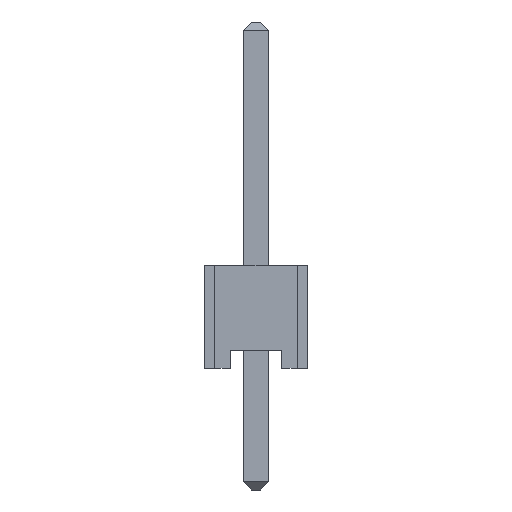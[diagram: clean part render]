
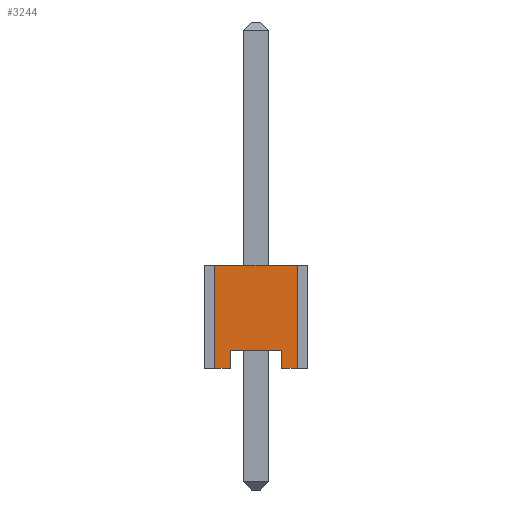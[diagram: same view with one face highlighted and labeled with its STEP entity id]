
A CAD part, front view. The second image highlights one B-rep face of the part: STEP entity #3244.
In plain terms, the highlighted planar face has unit normal (0, -1, 0).
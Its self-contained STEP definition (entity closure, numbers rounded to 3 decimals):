
#55 = PLANE('',#56);
#56 = AXIS2_PLACEMENT_3D('',#57,#58,#59);
#57 = CARTESIAN_POINT('',(-1.27,1.524,1.27));
#58 = DIRECTION('',(0.,0.,1.));
#59 = DIRECTION('',(1.,0.,0.));
#111 = PLANE('',#112);
#112 = AXIS2_PLACEMENT_3D('',#113,#114,#115);
#113 = CARTESIAN_POINT('',(-1.27,1.524,-1.27));
#114 = DIRECTION('',(0.,0.,1.));
#115 = DIRECTION('',(1.,0.,0.));
#414 = VERTEX_POINT('',#415);
#415 = CARTESIAN_POINT('',(-1.016,-1.27,1.27));
#429 = PLANE('',#430);
#430 = AXIS2_PLACEMENT_3D('',#431,#432,#433);
#431 = CARTESIAN_POINT('',(-1.016,-1.27,-1.27));
#432 = DIRECTION('',(1.,0.,0.));
#433 = DIRECTION('',(0.,0.,1.));
#441 = EDGE_CURVE('',#414,#442,#444,.T.);
#442 = VERTEX_POINT('',#443);
#443 = CARTESIAN_POINT('',(1.016,-1.27,1.27));
#444 = SURFACE_CURVE('',#445,(#449,#456),.PCURVE_S1.);
#445 = LINE('',#446,#447);
#446 = CARTESIAN_POINT('',(-1.27,-1.27,1.27));
#447 = VECTOR('',#448,1.);
#448 = DIRECTION('',(1.,0.,0.));
#449 = PCURVE('',#55,#450);
#450 = DEFINITIONAL_REPRESENTATION('',(#451),#455);
#451 = LINE('',#452,#453);
#452 = CARTESIAN_POINT('',(0.,-2.794));
#453 = VECTOR('',#454,1.);
#454 = DIRECTION('',(1.,0.));
#455 = ( GEOMETRIC_REPRESENTATION_CONTEXT(2) 
PARAMETRIC_REPRESENTATION_CONTEXT() REPRESENTATION_CONTEXT('2D SPACE',''
  ) );
#456 = PCURVE('',#457,#462);
#457 = PLANE('',#458);
#458 = AXIS2_PLACEMENT_3D('',#459,#460,#461);
#459 = CARTESIAN_POINT('',(-1.27,-1.27,-1.27));
#460 = DIRECTION('',(0.,1.,0.));
#461 = DIRECTION('',(0.,0.,1.));
#462 = DEFINITIONAL_REPRESENTATION('',(#463),#467);
#463 = LINE('',#464,#465);
#464 = CARTESIAN_POINT('',(2.54,0.));
#465 = VECTOR('',#466,1.);
#466 = DIRECTION('',(0.,1.));
#467 = ( GEOMETRIC_REPRESENTATION_CONTEXT(2) 
PARAMETRIC_REPRESENTATION_CONTEXT() REPRESENTATION_CONTEXT('2D SPACE',''
  ) );
#485 = PLANE('',#486);
#486 = AXIS2_PLACEMENT_3D('',#487,#488,#489);
#487 = CARTESIAN_POINT('',(1.016,-1.27,1.27));
#488 = DIRECTION('',(-1.,0.,0.));
#489 = DIRECTION('',(0.,0.,-1.));
#3200 = VERTEX_POINT('',#3201);
#3201 = CARTESIAN_POINT('',(-1.016,-1.27,-1.27));
#3224 = EDGE_CURVE('',#3200,#414,#3225,.T.);
#3225 = SURFACE_CURVE('',#3226,(#3230,#3237),.PCURVE_S1.);
#3226 = LINE('',#3227,#3228);
#3227 = CARTESIAN_POINT('',(-1.016,-1.27,-1.27));
#3228 = VECTOR('',#3229,1.);
#3229 = DIRECTION('',(0.,0.,1.));
#3230 = PCURVE('',#429,#3231);
#3231 = DEFINITIONAL_REPRESENTATION('',(#3232),#3236);
#3232 = LINE('',#3233,#3234);
#3233 = CARTESIAN_POINT('',(0.,0.));
#3234 = VECTOR('',#3235,1.);
#3235 = DIRECTION('',(1.,0.));
#3236 = ( GEOMETRIC_REPRESENTATION_CONTEXT(2) 
PARAMETRIC_REPRESENTATION_CONTEXT() REPRESENTATION_CONTEXT('2D SPACE',''
  ) );
#3237 = PCURVE('',#457,#3238);
#3238 = DEFINITIONAL_REPRESENTATION('',(#3239),#3243);
#3239 = LINE('',#3240,#3241);
#3240 = CARTESIAN_POINT('',(0.,0.254));
#3241 = VECTOR('',#3242,1.);
#3242 = DIRECTION('',(1.,0.));
#3243 = ( GEOMETRIC_REPRESENTATION_CONTEXT(2) 
PARAMETRIC_REPRESENTATION_CONTEXT() REPRESENTATION_CONTEXT('2D SPACE',''
  ) );
#3244 = ADVANCED_FACE('',(#3245),#457,.F.);
#3245 = FACE_BOUND('',#3246,.F.);
#3246 = EDGE_LOOP('',(#3247,#3270,#3271,#3272,#3295,#3323,#3351,#3379));
#3247 = ORIENTED_EDGE('',*,*,#3248,.F.);
#3248 = EDGE_CURVE('',#3200,#3249,#3251,.T.);
#3249 = VERTEX_POINT('',#3250);
#3250 = CARTESIAN_POINT('',(-0.635,-1.27,-1.27));
#3251 = SURFACE_CURVE('',#3252,(#3256,#3263),.PCURVE_S1.);
#3252 = LINE('',#3253,#3254);
#3253 = CARTESIAN_POINT('',(-1.27,-1.27,-1.27));
#3254 = VECTOR('',#3255,1.);
#3255 = DIRECTION('',(1.,0.,0.));
#3256 = PCURVE('',#457,#3257);
#3257 = DEFINITIONAL_REPRESENTATION('',(#3258),#3262);
#3258 = LINE('',#3259,#3260);
#3259 = CARTESIAN_POINT('',(0.,0.));
#3260 = VECTOR('',#3261,1.);
#3261 = DIRECTION('',(0.,1.));
#3262 = ( GEOMETRIC_REPRESENTATION_CONTEXT(2) 
PARAMETRIC_REPRESENTATION_CONTEXT() REPRESENTATION_CONTEXT('2D SPACE',''
  ) );
#3263 = PCURVE('',#111,#3264);
#3264 = DEFINITIONAL_REPRESENTATION('',(#3265),#3269);
#3265 = LINE('',#3266,#3267);
#3266 = CARTESIAN_POINT('',(0.,-2.794));
#3267 = VECTOR('',#3268,1.);
#3268 = DIRECTION('',(1.,0.));
#3269 = ( GEOMETRIC_REPRESENTATION_CONTEXT(2) 
PARAMETRIC_REPRESENTATION_CONTEXT() REPRESENTATION_CONTEXT('2D SPACE',''
  ) );
#3270 = ORIENTED_EDGE('',*,*,#3224,.T.);
#3271 = ORIENTED_EDGE('',*,*,#441,.T.);
#3272 = ORIENTED_EDGE('',*,*,#3273,.T.);
#3273 = EDGE_CURVE('',#442,#3274,#3276,.T.);
#3274 = VERTEX_POINT('',#3275);
#3275 = CARTESIAN_POINT('',(1.016,-1.27,-1.27));
#3276 = SURFACE_CURVE('',#3277,(#3281,#3288),.PCURVE_S1.);
#3277 = LINE('',#3278,#3279);
#3278 = CARTESIAN_POINT('',(1.016,-1.27,1.27));
#3279 = VECTOR('',#3280,1.);
#3280 = DIRECTION('',(0.,0.,-1.));
#3281 = PCURVE('',#457,#3282);
#3282 = DEFINITIONAL_REPRESENTATION('',(#3283),#3287);
#3283 = LINE('',#3284,#3285);
#3284 = CARTESIAN_POINT('',(2.54,2.286));
#3285 = VECTOR('',#3286,1.);
#3286 = DIRECTION('',(-1.,0.));
#3287 = ( GEOMETRIC_REPRESENTATION_CONTEXT(2) 
PARAMETRIC_REPRESENTATION_CONTEXT() REPRESENTATION_CONTEXT('2D SPACE',''
  ) );
#3288 = PCURVE('',#485,#3289);
#3289 = DEFINITIONAL_REPRESENTATION('',(#3290),#3294);
#3290 = LINE('',#3291,#3292);
#3291 = CARTESIAN_POINT('',(0.,0.));
#3292 = VECTOR('',#3293,1.);
#3293 = DIRECTION('',(1.,0.));
#3294 = ( GEOMETRIC_REPRESENTATION_CONTEXT(2) 
PARAMETRIC_REPRESENTATION_CONTEXT() REPRESENTATION_CONTEXT('2D SPACE',''
  ) );
#3295 = ORIENTED_EDGE('',*,*,#3296,.F.);
#3296 = EDGE_CURVE('',#3297,#3274,#3299,.T.);
#3297 = VERTEX_POINT('',#3298);
#3298 = CARTESIAN_POINT('',(0.635,-1.27,-1.27));
#3299 = SURFACE_CURVE('',#3300,(#3304,#3311),.PCURVE_S1.);
#3300 = LINE('',#3301,#3302);
#3301 = CARTESIAN_POINT('',(-1.27,-1.27,-1.27));
#3302 = VECTOR('',#3303,1.);
#3303 = DIRECTION('',(1.,0.,0.));
#3304 = PCURVE('',#457,#3305);
#3305 = DEFINITIONAL_REPRESENTATION('',(#3306),#3310);
#3306 = LINE('',#3307,#3308);
#3307 = CARTESIAN_POINT('',(0.,0.));
#3308 = VECTOR('',#3309,1.);
#3309 = DIRECTION('',(0.,1.));
#3310 = ( GEOMETRIC_REPRESENTATION_CONTEXT(2) 
PARAMETRIC_REPRESENTATION_CONTEXT() REPRESENTATION_CONTEXT('2D SPACE',''
  ) );
#3311 = PCURVE('',#3312,#3317);
#3312 = PLANE('',#3313);
#3313 = AXIS2_PLACEMENT_3D('',#3314,#3315,#3316);
#3314 = CARTESIAN_POINT('',(0.945,8.89,-1.27));
#3315 = DIRECTION('',(0.,0.,-1.));
#3316 = DIRECTION('',(-1.,0.,0.));
#3317 = DEFINITIONAL_REPRESENTATION('',(#3318),#3322);
#3318 = LINE('',#3319,#3320);
#3319 = CARTESIAN_POINT('',(2.215,-10.16));
#3320 = VECTOR('',#3321,1.);
#3321 = DIRECTION('',(-1.,0.));
#3322 = ( GEOMETRIC_REPRESENTATION_CONTEXT(2) 
PARAMETRIC_REPRESENTATION_CONTEXT() REPRESENTATION_CONTEXT('2D SPACE',''
  ) );
#3323 = ORIENTED_EDGE('',*,*,#3324,.T.);
#3324 = EDGE_CURVE('',#3297,#3325,#3327,.T.);
#3325 = VERTEX_POINT('',#3326);
#3326 = CARTESIAN_POINT('',(0.635,-1.27,-0.82));
#3327 = SURFACE_CURVE('',#3328,(#3332,#3339),.PCURVE_S1.);
#3328 = LINE('',#3329,#3330);
#3329 = CARTESIAN_POINT('',(0.635,-1.27,-1.27));
#3330 = VECTOR('',#3331,1.);
#3331 = DIRECTION('',(0.,0.,1.));
#3332 = PCURVE('',#457,#3333);
#3333 = DEFINITIONAL_REPRESENTATION('',(#3334),#3338);
#3334 = LINE('',#3335,#3336);
#3335 = CARTESIAN_POINT('',(0.,1.905));
#3336 = VECTOR('',#3337,1.);
#3337 = DIRECTION('',(1.,0.));
#3338 = ( GEOMETRIC_REPRESENTATION_CONTEXT(2) 
PARAMETRIC_REPRESENTATION_CONTEXT() REPRESENTATION_CONTEXT('2D SPACE',''
  ) );
#3339 = PCURVE('',#3340,#3345);
#3340 = PLANE('',#3341);
#3341 = AXIS2_PLACEMENT_3D('',#3342,#3343,#3344);
#3342 = CARTESIAN_POINT('',(0.635,-1.27,-1.27));
#3343 = DIRECTION('',(1.,0.,0.));
#3344 = DIRECTION('',(0.,0.,1.));
#3345 = DEFINITIONAL_REPRESENTATION('',(#3346),#3350);
#3346 = LINE('',#3347,#3348);
#3347 = CARTESIAN_POINT('',(0.,0.));
#3348 = VECTOR('',#3349,1.);
#3349 = DIRECTION('',(1.,0.));
#3350 = ( GEOMETRIC_REPRESENTATION_CONTEXT(2) 
PARAMETRIC_REPRESENTATION_CONTEXT() REPRESENTATION_CONTEXT('2D SPACE',''
  ) );
#3351 = ORIENTED_EDGE('',*,*,#3352,.T.);
#3352 = EDGE_CURVE('',#3325,#3353,#3355,.T.);
#3353 = VERTEX_POINT('',#3354);
#3354 = CARTESIAN_POINT('',(-0.635,-1.27,-0.82));
#3355 = SURFACE_CURVE('',#3356,(#3360,#3367),.PCURVE_S1.);
#3356 = LINE('',#3357,#3358);
#3357 = CARTESIAN_POINT('',(0.635,-1.27,-0.82));
#3358 = VECTOR('',#3359,1.);
#3359 = DIRECTION('',(-1.,0.,0.));
#3360 = PCURVE('',#457,#3361);
#3361 = DEFINITIONAL_REPRESENTATION('',(#3362),#3366);
#3362 = LINE('',#3363,#3364);
#3363 = CARTESIAN_POINT('',(0.45,1.905));
#3364 = VECTOR('',#3365,1.);
#3365 = DIRECTION('',(0.,-1.));
#3366 = ( GEOMETRIC_REPRESENTATION_CONTEXT(2) 
PARAMETRIC_REPRESENTATION_CONTEXT() REPRESENTATION_CONTEXT('2D SPACE',''
  ) );
#3367 = PCURVE('',#3368,#3373);
#3368 = PLANE('',#3369);
#3369 = AXIS2_PLACEMENT_3D('',#3370,#3371,#3372);
#3370 = CARTESIAN_POINT('',(0.,8.89,-0.82));
#3371 = DIRECTION('',(0.,0.,1.));
#3372 = DIRECTION('',(0.,1.,0.));
#3373 = DEFINITIONAL_REPRESENTATION('',(#3374),#3378);
#3374 = LINE('',#3375,#3376);
#3375 = CARTESIAN_POINT('',(-10.16,-0.635));
#3376 = VECTOR('',#3377,1.);
#3377 = DIRECTION('',(0.,1.));
#3378 = ( GEOMETRIC_REPRESENTATION_CONTEXT(2) 
PARAMETRIC_REPRESENTATION_CONTEXT() REPRESENTATION_CONTEXT('2D SPACE',''
  ) );
#3379 = ORIENTED_EDGE('',*,*,#3380,.T.);
#3380 = EDGE_CURVE('',#3353,#3249,#3381,.T.);
#3381 = SURFACE_CURVE('',#3382,(#3386,#3393),.PCURVE_S1.);
#3382 = LINE('',#3383,#3384);
#3383 = CARTESIAN_POINT('',(-0.635,-1.27,-0.82));
#3384 = VECTOR('',#3385,1.);
#3385 = DIRECTION('',(0.,0.,-1.));
#3386 = PCURVE('',#457,#3387);
#3387 = DEFINITIONAL_REPRESENTATION('',(#3388),#3392);
#3388 = LINE('',#3389,#3390);
#3389 = CARTESIAN_POINT('',(0.45,0.635));
#3390 = VECTOR('',#3391,1.);
#3391 = DIRECTION('',(-1.,0.));
#3392 = ( GEOMETRIC_REPRESENTATION_CONTEXT(2) 
PARAMETRIC_REPRESENTATION_CONTEXT() REPRESENTATION_CONTEXT('2D SPACE',''
  ) );
#3393 = PCURVE('',#3394,#3399);
#3394 = PLANE('',#3395);
#3395 = AXIS2_PLACEMENT_3D('',#3396,#3397,#3398);
#3396 = CARTESIAN_POINT('',(-0.635,1.27,-1.27));
#3397 = DIRECTION('',(-1.,0.,0.));
#3398 = DIRECTION('',(0.,0.,-1.));
#3399 = DEFINITIONAL_REPRESENTATION('',(#3400),#3404);
#3400 = LINE('',#3401,#3402);
#3401 = CARTESIAN_POINT('',(-0.45,2.54));
#3402 = VECTOR('',#3403,1.);
#3403 = DIRECTION('',(1.,0.));
#3404 = ( GEOMETRIC_REPRESENTATION_CONTEXT(2) 
PARAMETRIC_REPRESENTATION_CONTEXT() REPRESENTATION_CONTEXT('2D SPACE',''
  ) );
